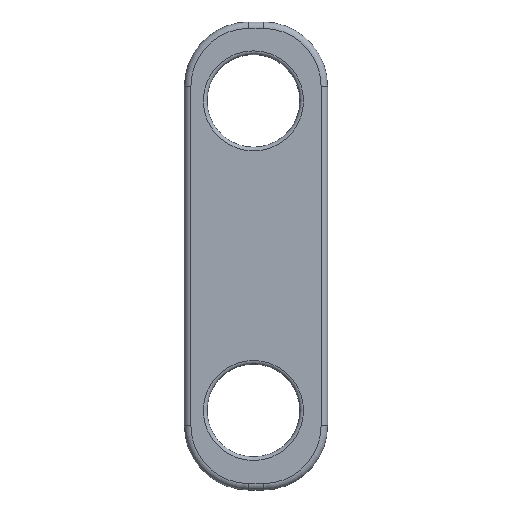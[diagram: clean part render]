
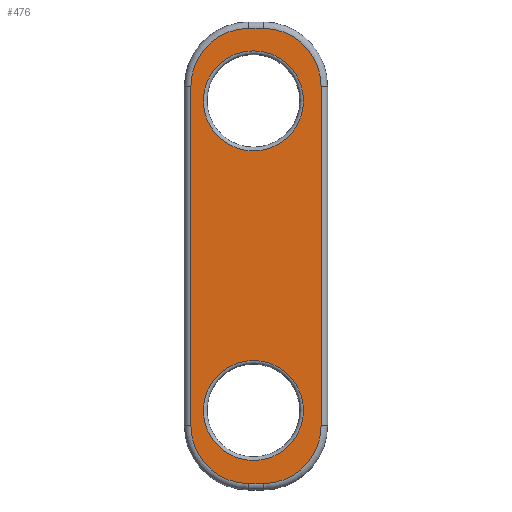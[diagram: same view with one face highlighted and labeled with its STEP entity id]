
A CAD part, left-side view. The second image highlights one B-rep face of the part: STEP entity #476.
In plain terms, the highlighted planar face has unit normal (-1, 0, 0).
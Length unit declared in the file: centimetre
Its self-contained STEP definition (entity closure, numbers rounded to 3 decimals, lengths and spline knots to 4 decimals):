
#29=FACE_BOUND('',#125,.T.);
#30=FACE_BOUND('',#126,.T.);
#33=LINE('',#793,#59);
#34=LINE('',#797,#60);
#35=LINE('',#801,#61);
#36=LINE('',#805,#62);
#59=VECTOR('',#611,1.);
#60=VECTOR('',#614,1.);
#61=VECTOR('',#617,1.);
#62=VECTOR('',#620,1.);
#85=PLANE('',#525);
#92=FACE_OUTER_BOUND('',#124,.T.);
#124=EDGE_LOOP('',(#323,#324,#325,#326,#327,#328,#329,#330));
#125=EDGE_LOOP('',(#331));
#126=EDGE_LOOP('',(#332));
#159=CIRCLE('',#522,0.3057);
#162=CIRCLE('',#526,0.3538);
#163=CIRCLE('',#527,0.3538);
#164=CIRCLE('',#528,0.3538);
#165=CIRCLE('',#529,0.3538);
#166=CIRCLE('',#530,0.3057);
#205=VERTEX_POINT('',#785);
#207=VERTEX_POINT('',#791);
#208=VERTEX_POINT('',#792);
#209=VERTEX_POINT('',#794);
#210=VERTEX_POINT('',#796);
#211=VERTEX_POINT('',#798);
#212=VERTEX_POINT('',#800);
#213=VERTEX_POINT('',#802);
#214=VERTEX_POINT('',#804);
#215=VERTEX_POINT('',#807);
#247=EDGE_CURVE('',#205,#205,#159,.T.);
#250=EDGE_CURVE('',#207,#208,#33,.T.);
#251=EDGE_CURVE('',#209,#207,#162,.T.);
#252=EDGE_CURVE('',#210,#209,#34,.T.);
#253=EDGE_CURVE('',#211,#210,#163,.T.);
#254=EDGE_CURVE('',#212,#211,#35,.T.);
#255=EDGE_CURVE('',#213,#212,#164,.T.);
#256=EDGE_CURVE('',#214,#213,#36,.T.);
#257=EDGE_CURVE('',#208,#214,#165,.T.);
#258=EDGE_CURVE('',#215,#215,#166,.T.);
#323=ORIENTED_EDGE('',*,*,#250,.F.);
#324=ORIENTED_EDGE('',*,*,#251,.F.);
#325=ORIENTED_EDGE('',*,*,#252,.F.);
#326=ORIENTED_EDGE('',*,*,#253,.F.);
#327=ORIENTED_EDGE('',*,*,#254,.F.);
#328=ORIENTED_EDGE('',*,*,#255,.F.);
#329=ORIENTED_EDGE('',*,*,#256,.F.);
#330=ORIENTED_EDGE('',*,*,#257,.F.);
#331=ORIENTED_EDGE('',*,*,#258,.F.);
#332=ORIENTED_EDGE('',*,*,#247,.F.);
#476=ADVANCED_FACE('',(#92,#29,#30),#85,.F.);
#522=AXIS2_PLACEMENT_3D('',#786,#603,#604);
#525=AXIS2_PLACEMENT_3D('',#790,#609,#610);
#526=AXIS2_PLACEMENT_3D('',#795,#612,#613);
#527=AXIS2_PLACEMENT_3D('',#799,#615,#616);
#528=AXIS2_PLACEMENT_3D('',#803,#618,#619);
#529=AXIS2_PLACEMENT_3D('',#806,#621,#622);
#530=AXIS2_PLACEMENT_3D('',#808,#623,#624);
#603=DIRECTION('center_axis',(-1.,0.,0.));
#604=DIRECTION('ref_axis',(0.,0.,-1.));
#609=DIRECTION('center_axis',(1.,0.,0.));
#610=DIRECTION('ref_axis',(0.,0.,-1.));
#611=DIRECTION('',(0.,-1.,0.));
#612=DIRECTION('center_axis',(1.,0.,0.));
#613=DIRECTION('ref_axis',(0.,0.707,0.707));
#614=DIRECTION('',(0.,0.,1.));
#615=DIRECTION('center_axis',(1.,0.,0.));
#616=DIRECTION('ref_axis',(0.,0.707,-0.707));
#617=DIRECTION('',(0.,1.,0.));
#618=DIRECTION('center_axis',(1.,0.,0.));
#619=DIRECTION('ref_axis',(0.,-0.707,-0.707));
#620=DIRECTION('',(0.,0.,-1.));
#621=DIRECTION('center_axis',(1.,0.,0.));
#622=DIRECTION('ref_axis',(0.,-0.707,0.707));
#623=DIRECTION('center_axis',(-1.,0.,0.));
#624=DIRECTION('ref_axis',(0.,0.,-1.));
#785=CARTESIAN_POINT('',(2.5151,2.5496,-10.5068));
#786=CARTESIAN_POINT('Origin',(2.5151,2.5496,-10.8125));
#790=CARTESIAN_POINT('Origin',(2.5151,2.5338,-11.7597));
#791=CARTESIAN_POINT('',(2.5151,2.578,-10.3701));
#792=CARTESIAN_POINT('',(2.5151,2.4897,-10.3701));
#793=CARTESIAN_POINT('',(2.5151,2.7525,-10.3701));
#794=CARTESIAN_POINT('',(2.5151,2.9318,-10.7239));
#795=CARTESIAN_POINT('Origin',(2.5151,2.578,-10.7239));
#796=CARTESIAN_POINT('',(2.5151,2.9318,-12.7956));
#797=CARTESIAN_POINT('',(2.5151,2.9318,-12.4742));
#798=CARTESIAN_POINT('',(2.5151,2.578,-13.1494));
#799=CARTESIAN_POINT('Origin',(2.5151,2.578,-12.7956));
#800=CARTESIAN_POINT('',(2.5151,2.4897,-13.1494));
#801=CARTESIAN_POINT('',(2.5151,2.3152,-13.1494));
#802=CARTESIAN_POINT('',(2.5151,2.1359,-12.7956));
#803=CARTESIAN_POINT('Origin',(2.5151,2.4897,-12.7956));
#804=CARTESIAN_POINT('',(2.5151,2.1359,-10.7239));
#805=CARTESIAN_POINT('',(2.5151,2.1359,-11.0453));
#806=CARTESIAN_POINT('Origin',(2.5151,2.4897,-10.7239));
#807=CARTESIAN_POINT('',(2.5151,2.5496,-12.3976));
#808=CARTESIAN_POINT('Origin',(2.5151,2.5496,-12.7033));
